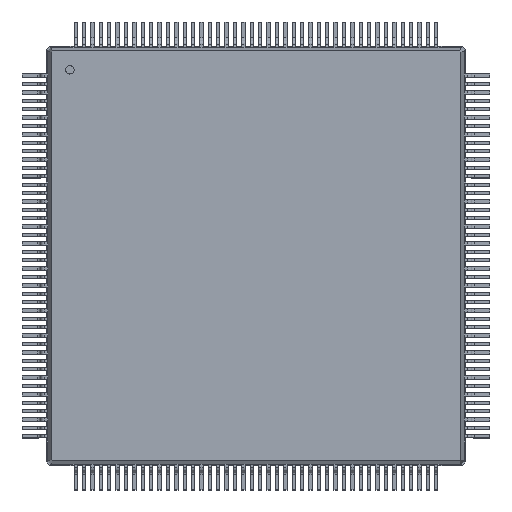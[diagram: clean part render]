
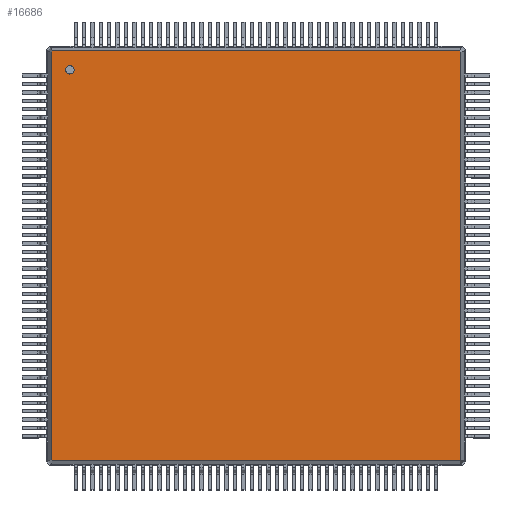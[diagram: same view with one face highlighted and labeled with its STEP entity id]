
A CAD part, top view. The second image highlights one B-rep face of the part: STEP entity #16686.
In plain terms, the highlighted planar face has unit normal (0, 0, 1).
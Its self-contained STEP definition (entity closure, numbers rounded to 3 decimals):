
#4744 = VERTEX_POINT('',#4745);
#4745 = CARTESIAN_POINT('',(9.713,9.776,1.6));
#4750 = EDGE_CURVE('',#4751,#4744,#4753,.T.);
#4751 = VERTEX_POINT('',#4752);
#4752 = CARTESIAN_POINT('',(-9.713,9.776,1.6));
#4753 = LINE('',#4754,#4755);
#4754 = CARTESIAN_POINT('',(-9.713,9.776,1.6));
#4755 = VECTOR('',#4756,1.);
#4756 = DIRECTION('',(1.,0.,0.));
#16669 = EDGE_CURVE('',#16670,#4751,#16672,.T.);
#16670 = VERTEX_POINT('',#16671);
#16671 = CARTESIAN_POINT('',(-9.776,9.713,1.6));
#16672 = LINE('',#16673,#16674);
#16673 = CARTESIAN_POINT('',(-9.776,9.713,1.6));
#16674 = VECTOR('',#16675,1.);
#16675 = DIRECTION('',(0.707,0.707,0.));
#16686 = ADVANCED_FACE('',(#16687,#16737),#16748,.T.);
#16687 = FACE_BOUND('',#16688,.T.);
#16688 = EDGE_LOOP('',(#16689,#16690,#16691,#16699,#16707,#16715,#16723,
#16731));
#16689 = ORIENTED_EDGE('',*,*,#4750,.F.);
#16690 = ORIENTED_EDGE('',*,*,#16669,.F.);
#16691 = ORIENTED_EDGE('',*,*,#16692,.F.);
#16692 = EDGE_CURVE('',#16693,#16670,#16695,.T.);
#16693 = VERTEX_POINT('',#16694);
#16694 = CARTESIAN_POINT('',(-9.776,-9.713,1.6));
#16695 = LINE('',#16696,#16697);
#16696 = CARTESIAN_POINT('',(-9.776,-9.713,1.6));
#16697 = VECTOR('',#16698,1.);
#16698 = DIRECTION('',(0.,1.,0.));
#16699 = ORIENTED_EDGE('',*,*,#16700,.F.);
#16700 = EDGE_CURVE('',#16701,#16693,#16703,.T.);
#16701 = VERTEX_POINT('',#16702);
#16702 = CARTESIAN_POINT('',(-9.713,-9.776,1.6));
#16703 = LINE('',#16704,#16705);
#16704 = CARTESIAN_POINT('',(-9.713,-9.776,1.6));
#16705 = VECTOR('',#16706,1.);
#16706 = DIRECTION('',(-0.707,0.707,0.));
#16707 = ORIENTED_EDGE('',*,*,#16708,.F.);
#16708 = EDGE_CURVE('',#16709,#16701,#16711,.T.);
#16709 = VERTEX_POINT('',#16710);
#16710 = CARTESIAN_POINT('',(9.713,-9.776,1.6));
#16711 = LINE('',#16712,#16713);
#16712 = CARTESIAN_POINT('',(9.713,-9.776,1.6));
#16713 = VECTOR('',#16714,1.);
#16714 = DIRECTION('',(-1.,0.,0.));
#16715 = ORIENTED_EDGE('',*,*,#16716,.F.);
#16716 = EDGE_CURVE('',#16717,#16709,#16719,.T.);
#16717 = VERTEX_POINT('',#16718);
#16718 = CARTESIAN_POINT('',(9.776,-9.713,1.6));
#16719 = LINE('',#16720,#16721);
#16720 = CARTESIAN_POINT('',(9.776,-9.713,1.6));
#16721 = VECTOR('',#16722,1.);
#16722 = DIRECTION('',(-0.707,-0.707,0.));
#16723 = ORIENTED_EDGE('',*,*,#16724,.F.);
#16724 = EDGE_CURVE('',#16725,#16717,#16727,.T.);
#16725 = VERTEX_POINT('',#16726);
#16726 = CARTESIAN_POINT('',(9.776,9.713,1.6));
#16727 = LINE('',#16728,#16729);
#16728 = CARTESIAN_POINT('',(9.776,9.713,1.6));
#16729 = VECTOR('',#16730,1.);
#16730 = DIRECTION('',(0.,-1.,0.));
#16731 = ORIENTED_EDGE('',*,*,#16732,.F.);
#16732 = EDGE_CURVE('',#4744,#16725,#16733,.T.);
#16733 = LINE('',#16734,#16735);
#16734 = CARTESIAN_POINT('',(9.713,9.776,1.6));
#16735 = VECTOR('',#16736,1.);
#16736 = DIRECTION('',(0.707,-0.707,0.));
#16737 = FACE_BOUND('',#16738,.T.);
#16738 = EDGE_LOOP('',(#16739));
#16739 = ORIENTED_EDGE('',*,*,#16740,.F.);
#16740 = EDGE_CURVE('',#16741,#16741,#16743,.T.);
#16741 = VERTEX_POINT('',#16742);
#16742 = CARTESIAN_POINT('',(-8.876,8.676,1.6));
#16743 = CIRCLE('',#16744,0.2);
#16744 = AXIS2_PLACEMENT_3D('',#16745,#16746,#16747);
#16745 = CARTESIAN_POINT('',(-8.876,8.876,1.6));
#16746 = DIRECTION('',(0.,0.,1.));
#16747 = DIRECTION('',(0.,-1.,0.));
#16748 = PLANE('',#16749);
#16749 = AXIS2_PLACEMENT_3D('',#16750,#16751,#16752);
#16750 = CARTESIAN_POINT('',(-9.713,9.776,1.6));
#16751 = DIRECTION('',(0.,0.,1.));
#16752 = DIRECTION('',(0.705,-0.709,0.));
